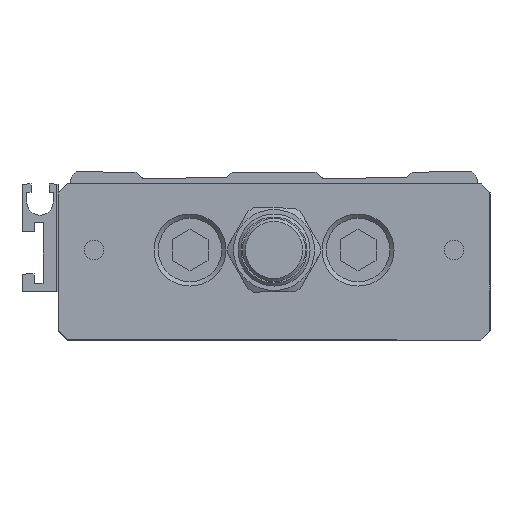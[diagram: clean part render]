
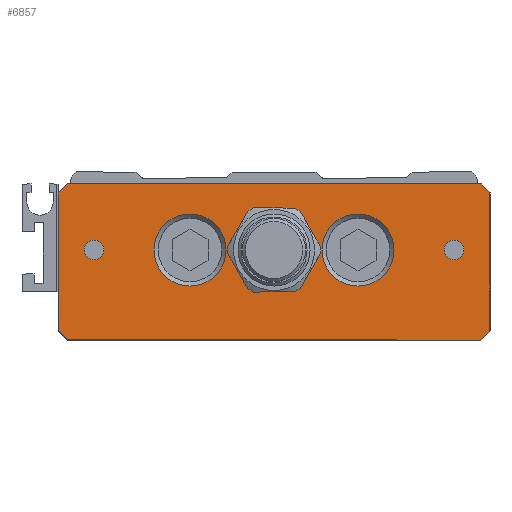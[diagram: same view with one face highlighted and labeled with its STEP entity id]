
A CAD part, left-side view. The second image highlights one B-rep face of the part: STEP entity #6857.
In plain terms, the highlighted planar face has unit normal (-1, 0, 0).
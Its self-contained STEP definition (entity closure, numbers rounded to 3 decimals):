
#5919=CARTESIAN_POINT('',(-15.,36.,-26.5)
);
#5920=VERTEX_POINT('Vertex302',#5919);
#5927=CARTESIAN_POINT('',(-15.,36.,-3.5)
);
#5928=VERTEX_POINT('Vertex303',#5927);
#5929=CARTESIAN_POINT('',(-15.,36.,-15.)
);
#5930=DIRECTION('',(0.,0.,-1.));
#5931=VECTOR('',#5930,1.);
#5932=LINE('nurbsCrv397',#5929,#5931);
#5933=EDGE_CURVE('Edge397',#5928,#5920,#5932,.T.);
#6047=CARTESIAN_POINT('',(-15.,3.376,-20.));
#6048=VERTEX_POINT('Vertex309',#6047);
#6049=CARTESIAN_POINT('',(-15.,4.374,-19.423)
);
#6050=VERTEX_POINT('Vertex308',#6049);
#6051=CARTESIAN_POINT('',(-15.,3.875,-19.712)
);
#6052=DIRECTION('',(0.,0.866,0.5));
#6053=VECTOR('',#6052,1.);
#6054=LINE('nurbsCrv404',#6051,#6053);
#6055=EDGE_CURVE('Edge404',#6048,#6050,#6054,.T.);
#6078=CARTESIAN_POINT('',(-15.,-3.376,-20.)
);
#6079=VERTEX_POINT('Vertex310',#6078);
#6080=CARTESIAN_POINT('',(-15.,0.,
-20.));
#6081=DIRECTION('',(0.,1.,0.));
#6082=VECTOR('',#6081,1.);
#6083=LINE('nurbsCrv407',#6080,#6082);
#6084=EDGE_CURVE('Edge407',#6079,#6048,#6083,.T.);
#6102=CARTESIAN_POINT('',(-15.,-4.374,-19.423)
);
#6103=VERTEX_POINT('Vertex311',#6102);
#6104=CARTESIAN_POINT('',(-15.,-3.875,-19.712)
);
#6105=DIRECTION('',(0.,0.866,-0.5));
#6106=VECTOR('',#6105,1.);
#6107=LINE('nurbsCrv409',#6104,#6106);
#6108=EDGE_CURVE('Edge409',#6103,#6079,#6107,.T.);
#6126=CARTESIAN_POINT('',(-15.,-7.75,-13.577));
#6127=VERTEX_POINT('Vertex312',#6126);
#6128=CARTESIAN_POINT('',(-15.,-6.062,-16.5)
);
#6129=DIRECTION('',(0.,0.5,-0.866));
#6130=VECTOR('',#6129,1.);
#6131=LINE('nurbsCrv411',#6128,#6130);
#6132=EDGE_CURVE('Edge411',#6127,#6103,#6131,.T.);
#6150=CARTESIAN_POINT('',(-15.,-7.75,-12.423));
#6151=VERTEX_POINT('Vertex313',#6150);
#6152=CARTESIAN_POINT('',(-15.,-7.75,-13.));
#6153=DIRECTION('',(0.,0.,-1.));
#6154=VECTOR('',#6153,1.);
#6155=LINE('nurbsCrv413',#6152,#6154);
#6156=EDGE_CURVE('Edge413',#6151,#6127,#6155,.T.);
#6174=CARTESIAN_POINT('',(-15.,-4.374,-6.577)
);
#6175=VERTEX_POINT('Vertex314',#6174);
#6176=CARTESIAN_POINT('',(-15.,-6.062,-9.5)
);
#6177=DIRECTION('',(0.,-0.5,-0.866));
#6178=VECTOR('',#6177,1.);
#6179=LINE('nurbsCrv415',#6176,#6178);
#6180=EDGE_CURVE('Edge415',#6175,#6151,#6179,.T.);
#6198=CARTESIAN_POINT('',(-15.,7.75,-13.577));
#6199=VERTEX_POINT('Vertex315',#6198);
#6200=CARTESIAN_POINT('',(-15.,6.062,-16.5)
);
#6201=DIRECTION('',(0.,0.5,0.866));
#6202=VECTOR('',#6201,1.);
#6203=LINE('nurbsCrv417',#6200,#6202);
#6204=EDGE_CURVE('Edge417',#6050,#6199,#6203,.T.);
#6222=CARTESIAN_POINT('',(-15.,-3.376,-6.));
#6223=VERTEX_POINT('Vertex316',#6222);
#6224=CARTESIAN_POINT('',(-15.,-3.875,-6.288)
);
#6225=DIRECTION('',(0.,-0.866,-0.5));
#6226=VECTOR('',#6225,1.);
#6227=LINE('nurbsCrv419',#6224,#6226);
#6228=EDGE_CURVE('Edge419',#6223,#6175,#6227,.T.);
#6246=CARTESIAN_POINT('',(-15.,3.376,-6.));
#6247=VERTEX_POINT('Vertex317',#6246);
#6248=CARTESIAN_POINT('',(-15.,0.,
-6.));
#6249=DIRECTION('',(0.,-1.,0.));
#6250=VECTOR('',#6249,1.);
#6251=LINE('nurbsCrv421',#6248,#6250);
#6252=EDGE_CURVE('Edge421',#6247,#6223,#6251,.T.);
#6271=CARTESIAN_POINT('',(-15.,4.374,-6.577)
);
#6272=VERTEX_POINT('Vertex318',#6271);
#6273=CARTESIAN_POINT('',(-15.,3.875,-6.288)
);
#6274=DIRECTION('',(0.,-0.866,0.5));
#6275=VECTOR('',#6274,1.);
#6276=LINE('nurbsCrv423',#6273,#6275);
#6277=EDGE_CURVE('Edge423',#6272,#6247,#6276,.T.);
#6295=CARTESIAN_POINT('',(-15.,7.75,-12.423));
#6296=VERTEX_POINT('Vertex319',#6295);
#6297=CARTESIAN_POINT('',(-15.,6.062,-9.5)
);
#6298=DIRECTION('',(0.,-0.5,0.866));
#6299=VECTOR('',#6298,1.);
#6300=LINE('nurbsCrv425',#6297,#6299);
#6301=EDGE_CURVE('Edge425',#6296,#6272,#6300,.T.);
#6319=CARTESIAN_POINT('',(-15.,7.75,-13.));
#6320=DIRECTION('',(0.,0.,1.));
#6321=VECTOR('',#6320,1.);
#6322=LINE('nurbsCrv427',#6319,#6321);
#6323=EDGE_CURVE('Edge427',#6199,#6296,#6322,.T.);
#6572=CARTESIAN_POINT('',(-15.,-30.,-11.35)
);
#6573=VERTEX_POINT('Vertex333',#6572);
#6574=CARTESIAN_POINT('',(-15.,-30.,-13.));
#6575=DIRECTION('',(1.,0.,0.));
#6576=DIRECTION('',(0.,0.,1.));
#6577=AXIS2_PLACEMENT_3D('',#6574,#6575,#6576);
#6578=CIRCLE('nurbsCrv441',#6577,1.65);
#6579=EDGE_CURVE('Edge441',#6573,#6573,#6578,.T.);
#6609=CARTESIAN_POINT('',(-15.,30.,-11.35)
);
#6610=VERTEX_POINT('Vertex335',#6609);
#6611=CARTESIAN_POINT('',(-15.,30.,-13.));
#6612=DIRECTION('',(1.,0.,0.));
#6613=DIRECTION('',(0.,0.,1.));
#6614=AXIS2_PLACEMENT_3D('',#6611,#6612,#6613);
#6615=CIRCLE('nurbsCrv443',#6614,1.65);
#6616=EDGE_CURVE('Edge443',#6610,#6610,#6615,.T.);
#6626=CARTESIAN_POINT('',(-15.,-14.,-7.));
#6627=VERTEX_POINT('Vertex336',#6626);
#6628=CARTESIAN_POINT('',(-15.,-14.,-13.));
#6629=DIRECTION('',(1.,0.,0.));
#6630=DIRECTION('',(0.,0.,1.));
#6631=AXIS2_PLACEMENT_3D('',#6628,#6629,#6630);
#6632=CIRCLE('nurbsCrv444',#6631,6.);
#6633=EDGE_CURVE('Edge444',#6627,#6627,#6632,.T.);
#6646=CARTESIAN_POINT('',(-15.,14.,-7.));
#6647=VERTEX_POINT('Vertex337',#6646);
#6648=CARTESIAN_POINT('',(-15.,14.,-13.));
#6649=DIRECTION('',(1.,0.,0.));
#6650=DIRECTION('',(0.,0.,1.));
#6651=AXIS2_PLACEMENT_3D('',#6648,#6649,#6650);
#6652=CIRCLE('nurbsCrv445',#6651,6.);
#6653=EDGE_CURVE('Edge445',#6647,#6647,#6652,.T.);
#6676=CARTESIAN_POINT('',(-15.,34.5,-2.)
);
#6677=VERTEX_POINT('Vertex339',#6676);
#6678=CARTESIAN_POINT('',(-15.,35.25,-2.75)
);
#6679=DIRECTION('',(0.,0.707,-0.707));
#6680=VECTOR('',#6679,1.);
#6681=LINE('nurbsCrv447',#6678,#6680);
#6682=EDGE_CURVE('Edge447',#6677,#5928,#6681,.T.);
#6706=CARTESIAN_POINT('',(-15.,34.5,-28.)
);
#6707=VERTEX_POINT('Vertex341',#6706);
#6714=CARTESIAN_POINT('',(-15.,35.25,-27.25)
);
#6715=DIRECTION('',(0.,-0.707,-0.707));
#6716=VECTOR('',#6715,1.);
#6717=LINE('nurbsCrv451',#6714,#6716);
#6718=EDGE_CURVE('Edge451',#5920,#6707,#6717,.T.);
#6737=CARTESIAN_POINT('',(-15.,-34.5,-28.));
#6738=VERTEX_POINT('Vertex343',#6737);
#6745=CARTESIAN_POINT('',(-15.,0.,
-28.));
#6746=DIRECTION('',(0.,-1.,0.));
#6747=VECTOR('',#6746,1.);
#6748=LINE('nurbsCrv454',#6745,#6747);
#6749=EDGE_CURVE('Edge454',#6707,#6738,#6748,.T.);
#6774=CARTESIAN_POINT('',(-15.,-36.,-26.5));
#6775=VERTEX_POINT('Vertex345',#6774);
#6782=CARTESIAN_POINT('',(-15.,-35.25,-27.25));
#6783=DIRECTION('',(0.,-0.707,0.707));
#6784=VECTOR('',#6783,1.);
#6785=LINE('nurbsCrv457',#6782,#6784);
#6786=EDGE_CURVE('Edge457',#6738,#6775,#6785,.T.);
#6797=CARTESIAN_POINT('',(-15.,-36.,-3.5)
);
#6798=VERTEX_POINT('Vertex347',#6797);
#6799=CARTESIAN_POINT('',(-15.,-34.5,-2.)
);
#6800=VERTEX_POINT('Vertex346',#6799);
#6801=CARTESIAN_POINT('',(-15.,-35.25,-2.75)
);
#6802=DIRECTION('',(0.,0.707,0.707));
#6803=VECTOR('',#6802,1.);
#6804=LINE('nurbsCrv458',#6801,#6803);
#6805=EDGE_CURVE('Edge458',#6798,#6800,#6804,.T.);
#6806=ORIENTED_EDGE('Edgeuse894',*,*,#6805,.T.);
#6807=CARTESIAN_POINT('',(-15.,0.,
-2.));
#6808=DIRECTION('',(0.,1.,0.));
#6809=VECTOR('',#6808,1.);
#6810=LINE('nurbsCrv459',#6807,#6809);
#6811=EDGE_CURVE('Edge459',#6800,#6677,#6810,.T.);
#6812=ORIENTED_EDGE('Edgeuse895',*,*,#6811,.T.);
#6813=ORIENTED_EDGE('Edgeuse896',*,*,#6682,.T.);
#6814=ORIENTED_EDGE('Edgeuse897',*,*,#5933,.T.);
#6815=ORIENTED_EDGE('Edgeuse898',*,*,#6718,.T.);
#6816=ORIENTED_EDGE('Edgeuse899',*,*,#6749,.T.);
#6817=ORIENTED_EDGE('Edgeuse900',*,*,#6786,.T.);
#6818=CARTESIAN_POINT('',(-15.,-36.,-15.)
);
#6819=DIRECTION('',(0.,0.,1.));
#6820=VECTOR('',#6819,1.);
#6821=LINE('nurbsCrv460',#6818,#6820);
#6822=EDGE_CURVE('Edge460',#6775,#6798,#6821,.T.);
#6823=ORIENTED_EDGE('Edgeuse901',*,*,#6822,.T.);
#6824=EDGE_LOOP('',(#6806,#6812,#6813,#6814,#6815,#6816,#6817,#6823));
#6825=FACE_OUTER_BOUND('',#6824,.T.);
#6826=ORIENTED_EDGE('Edgeuse902',*,*,#6579,.T.);
#6827=EDGE_LOOP('',(#6826));
#6828=FACE_BOUND('',#6827,.T.);
#6829=ORIENTED_EDGE('Edgeuse903',*,*,#6616,.T.);
#6830=EDGE_LOOP('',(#6829));
#6831=FACE_BOUND('',#6830,.T.);
#6832=ORIENTED_EDGE('Edgeuse880',*,*,#6180,.T.);
#6833=ORIENTED_EDGE('Edgeuse881',*,*,#6156,.T.);
#6834=ORIENTED_EDGE('Edgeuse882',*,*,#6132,.T.);
#6835=ORIENTED_EDGE('Edgeuse883',*,*,#6108,.T.);
#6836=ORIENTED_EDGE('Edgeuse884',*,*,#6084,.T.);
#6837=ORIENTED_EDGE('Edgeuse885',*,*,#6055,.T.);
#6838=ORIENTED_EDGE('Edgeuse886',*,*,#6204,.T.);
#6839=ORIENTED_EDGE('Edgeuse887',*,*,#6323,.T.);
#6840=ORIENTED_EDGE('Edgeuse888',*,*,#6301,.T.);
#6841=ORIENTED_EDGE('Edgeuse889',*,*,#6277,.T.);
#6842=ORIENTED_EDGE('Edgeuse890',*,*,#6252,.T.);
#6843=ORIENTED_EDGE('Edgeuse891',*,*,#6228,.T.);
#6844=EDGE_LOOP('',(#6832,#6833,#6834,#6835,#6836,#6837,#6838,#6839,#6840,#6841
,#6842,#6843));
#6845=FACE_BOUND('',#6844,.T.);
#6846=ORIENTED_EDGE('Edgeuse892',*,*,#6653,.T.);
#6847=EDGE_LOOP('',(#6846));
#6848=FACE_BOUND('',#6847,.T.);
#6849=ORIENTED_EDGE('Edgeuse893',*,*,#6633,.T.);
#6850=EDGE_LOOP('',(#6849));
#6851=FACE_BOUND('',#6850,.T.);
#6852=CARTESIAN_POINT('',(-15.,0.,
-15.));
#6853=DIRECTION('',(-1.,0.,0.));
#6854=DIRECTION('',(0.,-1.,0.));
#6855=AXIS2_PLACEMENT_3D('',#6852,#6853,#6854);
#6856=PLANE('nurbsSrf223',#6855);
#6857=ADVANCED_FACE('Face223',(#6825,#6828,#6831,#6845,#6848,#6851),#6856,.T.);
